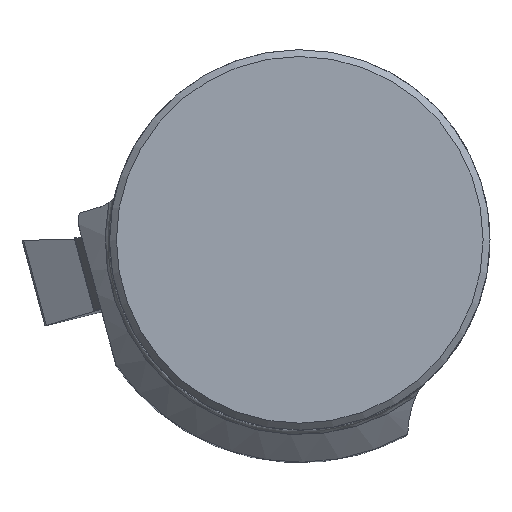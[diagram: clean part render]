
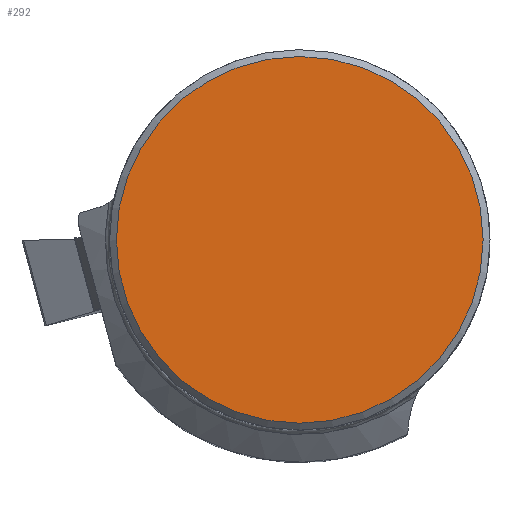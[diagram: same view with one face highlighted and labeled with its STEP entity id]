
A CAD part, top view. The second image highlights one B-rep face of the part: STEP entity #292.
In plain terms, the highlighted planar face has unit normal (0, 0, 1).
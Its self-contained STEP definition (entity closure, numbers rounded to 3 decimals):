
#214=CIRCLE('',#1953,12.049);
#292=ADVANCED_FACE('',(#422),#344,.F.);
#344=PLANE('',#1955);
#422=FACE_OUTER_BOUND('',#516,.T.);
#516=EDGE_LOOP('',(#1005));
#1005=ORIENTED_EDGE('',*,*,#1459,.F.);
#1220=VERTEX_POINT('',#3855);
#1459=EDGE_CURVE('',#1220,#1220,#214,.T.);
#1953=AXIS2_PLACEMENT_3D('',#3854,#2393,#2394);
#1955=AXIS2_PLACEMENT_3D('',#3857,#2397,#2398);
#2393=DIRECTION('',(0.,0.,-1.));
#2394=DIRECTION('',(1.,0.,0.));
#2397=DIRECTION('',(0.,0.,-1.));
#2398=DIRECTION('',(-1.,0.,0.));
#3854=CARTESIAN_POINT('',(0.,0.,0.));
#3855=CARTESIAN_POINT('',(12.049,0.,0.));
#3857=CARTESIAN_POINT('',(-12.049,0.,0.));
